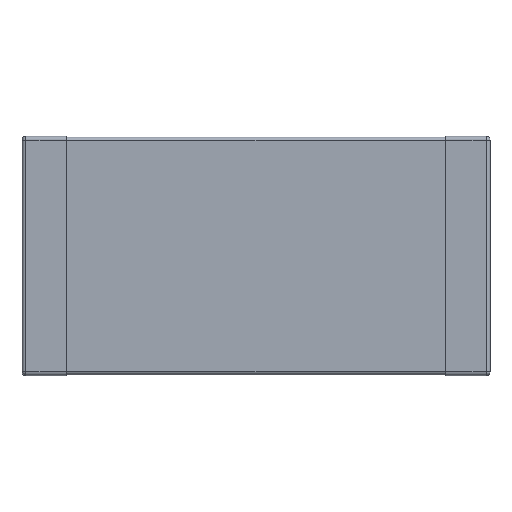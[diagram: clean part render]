
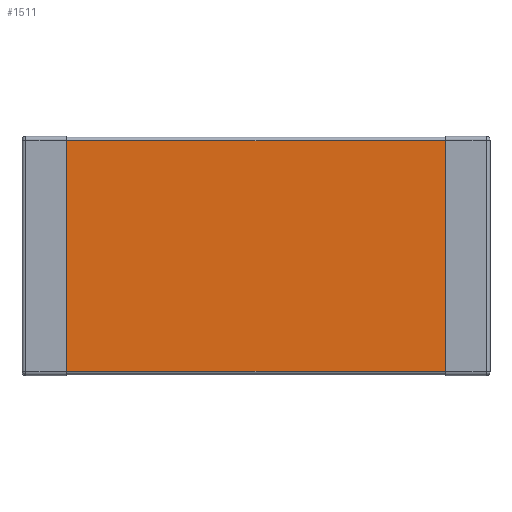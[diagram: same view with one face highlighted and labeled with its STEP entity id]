
A CAD part, top view. The second image highlights one B-rep face of the part: STEP entity #1511.
In plain terms, the highlighted planar face has unit normal (0, 0, 1).
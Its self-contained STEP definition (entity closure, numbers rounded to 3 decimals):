
#18 = VECTOR ( 'NONE', #200, 1000. ) ;
#80 = DIRECTION ( 'NONE',  ( 0., -1., 0. ) ) ;
#101 = EDGE_CURVE ( 'NONE', #119, #1113, #1776, .T. ) ;
#119 = VERTEX_POINT ( 'NONE', #293 ) ;
#142 = DIRECTION ( 'NONE',  ( -1., 0., 0. ) ) ;
#143 = VECTOR ( 'NONE', #142, 1000. ) ;
#200 = DIRECTION ( 'NONE',  ( 0., 1., 0. ) ) ;
#222 = VECTOR ( 'NONE', #80, 1000. ) ;
#245 = VECTOR ( 'NONE', #1740, 1000. ) ;
#293 = CARTESIAN_POINT ( 'NONE',  ( -2.55, -1.55, 0.69 ) ) ;
#306 = LINE ( 'NONE', #551, #143 ) ;
#452 = LINE ( 'NONE', #1759, #18 ) ;
#465 = CARTESIAN_POINT ( 'NONE',  ( -2.55, 1.55, 0.69 ) ) ;
#484 = CARTESIAN_POINT ( 'NONE',  ( 2.55, 1.6, 0.69 ) ) ;
#490 = ORIENTED_EDGE ( 'NONE', *, *, #1775, .F. ) ;
#499 = AXIS2_PLACEMENT_3D ( 'NONE', #638, #756, #1799 ) ;
#551 = CARTESIAN_POINT ( 'NONE',  ( -2.55, 1.55, 0.69 ) ) ;
#603 = ORIENTED_EDGE ( 'NONE', *, *, #682, .F. ) ;
#638 = CARTESIAN_POINT ( 'NONE',  ( -3.15, 1.6, 0.69 ) ) ;
#682 = EDGE_CURVE ( 'NONE', #990, #1113, #1370, .T. ) ;
#756 = DIRECTION ( 'NONE',  ( 0., 0., -1. ) ) ;
#785 = CARTESIAN_POINT ( 'NONE',  ( 2.55, 1.55, 0.69 ) ) ;
#990 = VERTEX_POINT ( 'NONE', #785 ) ;
#1047 = FACE_OUTER_BOUND ( 'NONE', #1810, .T. ) ;
#1113 = VERTEX_POINT ( 'NONE', #1399 ) ;
#1175 = CARTESIAN_POINT ( 'NONE',  ( 2.55, -1.55, 0.69 ) ) ;
#1289 = ORIENTED_EDGE ( 'NONE', *, *, #101, .T. ) ;
#1370 = LINE ( 'NONE', #484, #222 ) ;
#1384 = ORIENTED_EDGE ( 'NONE', *, *, #1443, .T. ) ;
#1399 = CARTESIAN_POINT ( 'NONE',  ( 2.55, -1.55, 0.69 ) ) ;
#1443 = EDGE_CURVE ( 'NONE', #990, #1730, #306, .T. ) ;
#1511 = ADVANCED_FACE ( 'NONE', ( #1047 ), #1641, .F. ) ;
#1641 = PLANE ( 'NONE',  #499 ) ;
#1730 = VERTEX_POINT ( 'NONE', #465 ) ;
#1740 = DIRECTION ( 'NONE',  ( 1., 0., 0. ) ) ;
#1759 = CARTESIAN_POINT ( 'NONE',  ( -2.55, 1.6, 0.69 ) ) ;
#1775 = EDGE_CURVE ( 'NONE', #119, #1730, #452, .T. ) ;
#1776 = LINE ( 'NONE', #1175, #245 ) ;
#1799 = DIRECTION ( 'NONE',  ( -1., 0., 0. ) ) ;
#1810 = EDGE_LOOP ( 'NONE', ( #603, #1384, #490, #1289 ) ) ;
